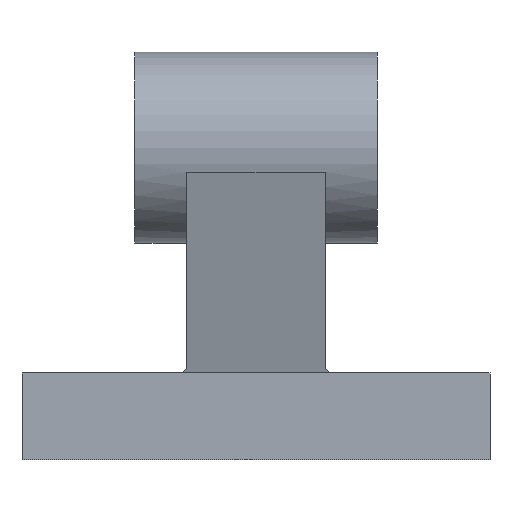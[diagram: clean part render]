
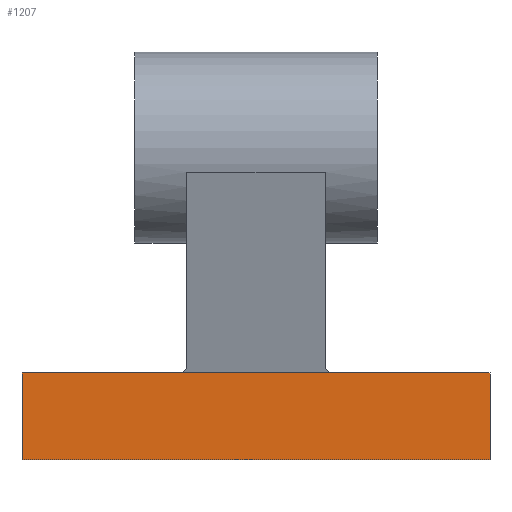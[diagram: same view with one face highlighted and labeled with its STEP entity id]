
A CAD part, left-side view. The second image highlights one B-rep face of the part: STEP entity #1207.
In plain terms, the highlighted planar face has unit normal (-1, 0, 0).
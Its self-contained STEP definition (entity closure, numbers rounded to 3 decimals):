
#5 = EDGE_CURVE ( 'NONE', #1028, #1038, #299, .T. ) ;
#13 = EDGE_CURVE ( 'NONE', #1180, #1028, #289, .T. ) ;
#17 = EDGE_CURVE ( 'NONE', #1169, #1038, #275, .T. ) ;
#70 = EDGE_CURVE ( 'NONE', #1180, #1022, #240, .T. ) ;
#86 = AXIS2_PLACEMENT_3D ( 'NONE', #781, #679, #718 ) ;
#95 = EDGE_CURVE ( 'NONE', #1022, #1017, #227, .T. ) ;
#182 = EDGE_CURVE ( 'NONE', #1017, #1169, #573, .T. ) ;
#225 = VECTOR ( 'NONE', #1185, 1000. ) ;
#227 = LINE ( 'NONE', #1157, #225 ) ;
#235 = VECTOR ( 'NONE', #1050, 1000. ) ;
#240 = LINE ( 'NONE', #1071, #235 ) ;
#274 = VECTOR ( 'NONE', #1173, 1000. ) ;
#275 = LINE ( 'NONE', #1131, #274 ) ;
#282 = VECTOR ( 'NONE', #1118, 1000. ) ;
#289 = LINE ( 'NONE', #1174, #282 ) ;
#292 = VECTOR ( 'NONE', #1134, 1000. ) ;
#299 = LINE ( 'NONE', #1079, #292 ) ;
#360 = ORIENTED_EDGE ( 'NONE', *, *, #5, .T. ) ;
#361 = ORIENTED_EDGE ( 'NONE', *, *, #17, .F. ) ;
#362 = ORIENTED_EDGE ( 'NONE', *, *, #182, .F. ) ;
#363 = ORIENTED_EDGE ( 'NONE', *, *, #95, .F. ) ;
#364 = ORIENTED_EDGE ( 'NONE', *, *, #70, .F. ) ;
#365 = ORIENTED_EDGE ( 'NONE', *, *, #13, .T. ) ;
#411 = EDGE_LOOP ( 'NONE', ( #360, #361, #362, #363, #364, #365 ) ) ;
#573 = LINE ( 'NONE', #709, #635 ) ;
#574 = FACE_OUTER_BOUND ( 'NONE', #411, .T. ) ;
#635 = VECTOR ( 'NONE', #987, 1000. ) ;
#672 = CARTESIAN_POINT ( 'NONE',  ( 0., 35.5, 10. ) ) ;
#679 = DIRECTION ( 'NONE',  ( 1., 0., 0. ) ) ;
#696 = CARTESIAN_POINT ( 'NONE',  ( 0., 18.5, 10. ) ) ;
#709 = CARTESIAN_POINT ( 'NONE',  ( 0., 0., 10. ) ) ;
#718 = DIRECTION ( 'NONE',  ( 0., 0., -1. ) ) ;
#735 = CARTESIAN_POINT ( 'NONE',  ( 0., 0., 10. ) ) ;
#750 = CARTESIAN_POINT ( 'NONE',  ( 0., 54., 10. ) ) ;
#771 = CARTESIAN_POINT ( 'NONE',  ( 0., 0., 0. ) ) ;
#781 = CARTESIAN_POINT ( 'NONE',  ( 0., 0., 10. ) ) ;
#785 = PLANE ( 'NONE',  #86 ) ;
#979 = CARTESIAN_POINT ( 'NONE',  ( 0., 54., 0. ) ) ;
#987 = DIRECTION ( 'NONE',  ( 0., -1., 0. ) ) ;
#1017 = VERTEX_POINT ( 'NONE', #696 ) ;
#1022 = VERTEX_POINT ( 'NONE', #672 ) ;
#1028 = VERTEX_POINT ( 'NONE', #979 ) ;
#1038 = VERTEX_POINT ( 'NONE', #771 ) ;
#1050 = DIRECTION ( 'NONE',  ( 0., -1., 0. ) ) ;
#1071 = CARTESIAN_POINT ( 'NONE',  ( 0., 0., 10. ) ) ;
#1079 = CARTESIAN_POINT ( 'NONE',  ( 0., 0., 0. ) ) ;
#1118 = DIRECTION ( 'NONE',  ( 0., 0., -1. ) ) ;
#1131 = CARTESIAN_POINT ( 'NONE',  ( 0., 0., 10. ) ) ;
#1134 = DIRECTION ( 'NONE',  ( 0., -1., 0. ) ) ;
#1157 = CARTESIAN_POINT ( 'NONE',  ( 0., 35., 10. ) ) ;
#1169 = VERTEX_POINT ( 'NONE', #735 ) ;
#1173 = DIRECTION ( 'NONE',  ( 0., 0., -1. ) ) ;
#1174 = CARTESIAN_POINT ( 'NONE',  ( 0., 54., 10. ) ) ;
#1180 = VERTEX_POINT ( 'NONE', #750 ) ;
#1185 = DIRECTION ( 'NONE',  ( 0., -1., 0. ) ) ;
#1207 = ADVANCED_FACE ( 'NONE', ( #574 ), #785, .F. ) ;
